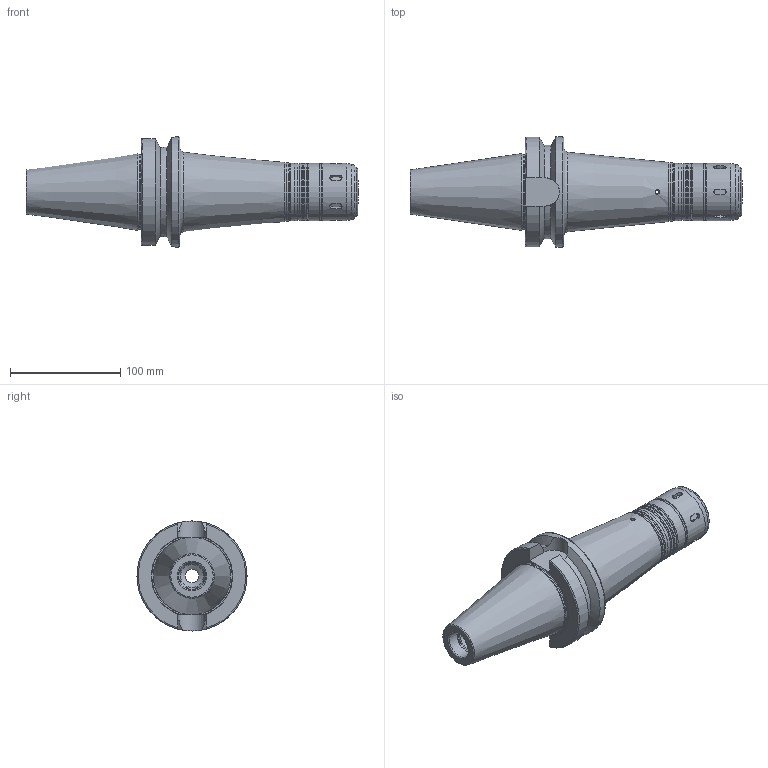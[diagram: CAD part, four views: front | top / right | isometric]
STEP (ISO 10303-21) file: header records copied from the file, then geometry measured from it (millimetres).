
FILE_DESCRIPTION((''),'2;1');
FILE_NAME('314040520200-3D.stp','2020-03-31T19:10:44',('nttooll'),(''),'Autodesk Inventor 2012','Autodesk Inventor 2012','');
FILE_SCHEMA(('AUTOMOTIVE_DESIGN { 1 0 10303 214 1 1 1 1 }'));
Length unit declared in the file: millimetre
Products named in the file (1): 314040520200-3D
Bounding box: 301.8 x 100 x 100 mm (x, y, z)
Volume: 830493.8 mm3; surface area: 93510.3 mm2
Topology: 1 solids, 1 shells, 126 faces, 280 edges, 172 vertices
Faces by surface type: cylinder 42, plane 38, cone 30, torus 16
Full cylindrical faces by diameter (mm): 3.4 x2, 4 x2, 12 x1, 20 x1, 20.2 x1, 20.5 x1, 21 x1, 21.3 x1, 24 x1, 25 x1, 25.4 x1, 42.934 x1, 50.934 x1, 51.6 x2, 51.934 x2, 52 x3, 68.9 x1, 100 x1
Entity records: 3498 total; most frequent: CARTESIAN_POINT 953, DIRECTION 530, ORIENTED_EDGE 426, AXIS2_PLACEMENT_3D 228, EDGE_CURVE 213, EDGE_LOOP 210, VERTEX_POINT 167, FACE_OUTER_BOUND 126
